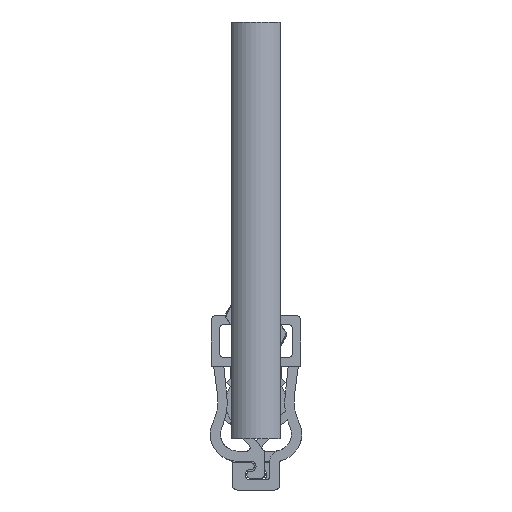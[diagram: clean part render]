
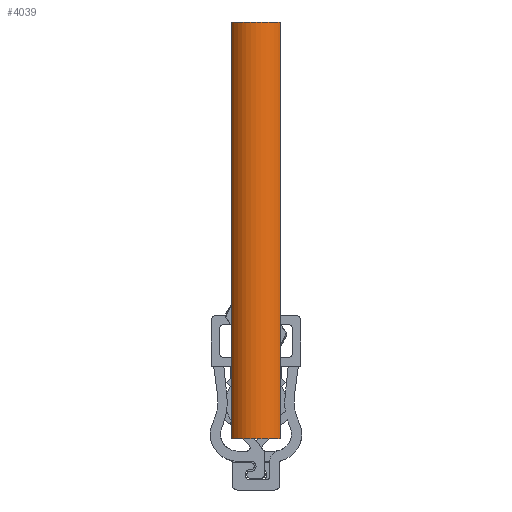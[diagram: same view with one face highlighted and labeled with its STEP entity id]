
A CAD part, front view. The second image highlights one B-rep face of the part: STEP entity #4039.
In plain terms, the highlighted cylindrical face has radius 1.75 mm (diameter 3.5 mm), a partial arc.
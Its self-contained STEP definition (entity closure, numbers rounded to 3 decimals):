
#61=CYLINDRICAL_SURFACE('',#4286,1.75);
#154=CIRCLE('',#4287,1.75);
#155=CIRCLE('',#4288,1.75);
#378=ORIENTED_EDGE('',*,*,#1346,.F.);
#379=ORIENTED_EDGE('',*,*,#1349,.F.);
#380=ORIENTED_EDGE('',*,*,#1335,.T.);
#381=ORIENTED_EDGE('',*,*,#1350,.T.);
#1335=EDGE_CURVE('',#1816,#1815,#2114,.T.);
#1346=EDGE_CURVE('',#1824,#1825,#2124,.T.);
#1349=EDGE_CURVE('',#1816,#1824,#154,.T.);
#1350=EDGE_CURVE('',#1815,#1825,#155,.T.);
#1815=VERTEX_POINT('',#5803);
#1816=VERTEX_POINT('',#5805);
#1824=VERTEX_POINT('',#5824);
#1825=VERTEX_POINT('',#5826);
#2114=LINE('',#5804,#2450);
#2124=LINE('',#5825,#2460);
#2450=VECTOR('',#4730,1000.);
#2460=VECTOR('',#4744,1000.);
#2765=EDGE_LOOP('',(#378,#379,#380,#381));
#2985=FACE_BOUND('',#2765,.T.);
#4039=ADVANCED_FACE('',(#2985),#61,.T.);
#4286=AXIS2_PLACEMENT_3D('',#5830,#4750,#4751);
#4287=AXIS2_PLACEMENT_3D('',#5831,#4752,#4753);
#4288=AXIS2_PLACEMENT_3D('',#5832,#4754,#4755);
#4730=DIRECTION('',(0.,0.,-1.));
#4744=DIRECTION('',(0.,0.,-1.));
#4750=DIRECTION('',(0.,0.,-1.));
#4751=DIRECTION('',(-1.,0.,0.));
#4752=DIRECTION('',(0.,0.,1.));
#4753=DIRECTION('',(1.,0.,0.));
#4754=DIRECTION('',(0.,0.,1.));
#4755=DIRECTION('',(1.,0.,0.));
#5803=CARTESIAN_POINT('',(-1.475,0.808,0.));
#5804=CARTESIAN_POINT('',(-1.475,0.808,24.6));
#5805=CARTESIAN_POINT('',(-1.475,0.808,24.6));
#5824=CARTESIAN_POINT('',(1.475,0.808,24.6));
#5825=CARTESIAN_POINT('',(1.475,0.808,24.6));
#5826=CARTESIAN_POINT('',(1.475,0.808,0.));
#5830=CARTESIAN_POINT('',(0.,1.75,24.6));
#5831=CARTESIAN_POINT('',(0.,1.75,24.6));
#5832=CARTESIAN_POINT('',(0.,1.75,0.));
